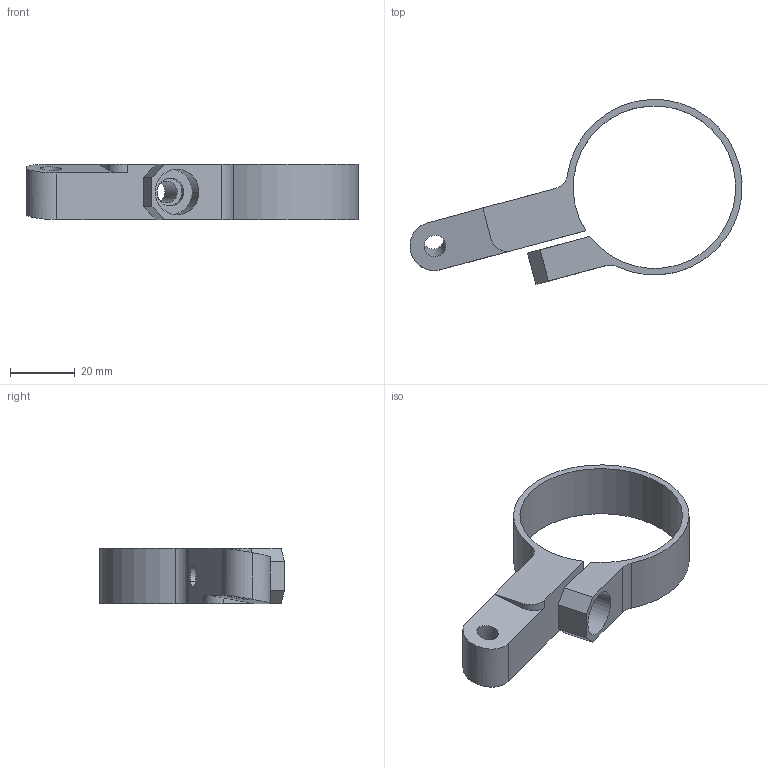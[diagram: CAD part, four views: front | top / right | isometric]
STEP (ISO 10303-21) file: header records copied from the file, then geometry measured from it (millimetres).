
FILE_DESCRIPTION(('CATIA V5 STEP'),'2;1');
FILE_NAME('clamp amortisseur direction ST3.stp','2021-01-26T10:43:27+00:00',('none'),('none'),'CATIA Version 5 Release 20 GA (IN-10)','CATIA V5 STEP AP203','none');
FILE_SCHEMA(('CONFIG_CONTROL_DESIGN'));
Length unit declared in the file: millimetre
Products named in the file (1): Part1
Bounding box: 102.29 x 56.98 x 17 mm (x, y, z)
Volume: 18135.3 mm3; surface area: 10977.9 mm2
Topology: 1 solids, 1 shells, 30 faces, 79 edges, 52 vertices
Faces by surface type: cylinder 16, plane 14
Entity records: 999 total; most frequent: CARTESIAN_POINT 232, ORIENTED_EDGE 158, DIRECTION 123, EDGE_CURVE 79, AXIS2_PLACEMENT_3D 52, VERTEX_POINT 52, VECTOR 47, LINE 47
